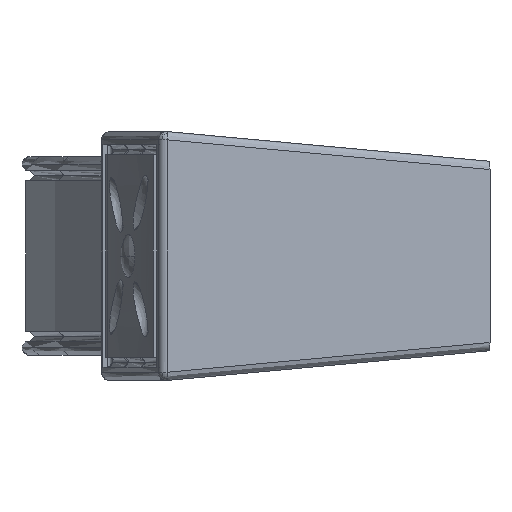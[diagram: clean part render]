
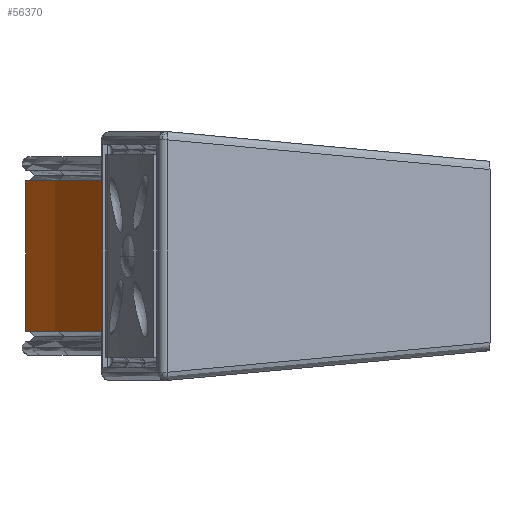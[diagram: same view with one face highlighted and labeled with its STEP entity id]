
A CAD part, left-side view. The second image highlights one B-rep face of the part: STEP entity #56370.
In plain terms, the highlighted cylindrical face has radius 167 mm (diameter 334 mm), a partial arc.
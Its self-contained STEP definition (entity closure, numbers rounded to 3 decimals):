
#54220=CARTESIAN_POINT('',(-42.4,22.528,-4.5));
#54230=VERTEX_POINT('',#54220);
#54260=CARTESIAN_POINT('',(-42.4,22.528,0.));
#54270=DIRECTION('',(0.,0.,1.));
#54280=VECTOR('',#54270,1.);
#54290=LINE('',#54260,#54280);
#54300=CARTESIAN_POINT('',(-42.4,22.528,4.5));
#54310=VERTEX_POINT('',#54300);
#54320=EDGE_CURVE('',#54230,#54310,#54290,.T.);
#54810=CARTESIAN_POINT('',(0.,-139.,4.5));
#54820=DIRECTION('',(0.,0.,1.));
#54830=DIRECTION('',(1.,0.,0.));
#54840=AXIS2_PLACEMENT_3D('',#54810,#54820,#54830);
#54850=CIRCLE('',#54840,167.);
#54860=CARTESIAN_POINT('',(42.4,22.528,4.5));
#54870=VERTEX_POINT('',#54860);
#54880=EDGE_CURVE('',#54870,#54310,#54850,.T.);
#55080=CARTESIAN_POINT('',(0.,-139.,0.));
#55090=DIRECTION('',(0.,0.,1.));
#55100=DIRECTION('',(1.,0.,0.));
#55110=AXIS2_PLACEMENT_3D('',#55080,#55090,#55100);
#55120=CYLINDRICAL_SURFACE('',#55110,167.);
#56180=CARTESIAN_POINT('',(42.4,22.528,0.));
#56190=DIRECTION('',(-0.,0.,1.));
#56200=VECTOR('',#56190,1.);
#56210=LINE('',#56180,#56200);
#56220=CARTESIAN_POINT('',(42.4,22.528,-4.5));
#56230=VERTEX_POINT('',#56220);
#56240=EDGE_CURVE('',#56230,#54870,#56210,.T.);
#56250=ORIENTED_EDGE('',*,*,#56240,.F.);
#56260=ORIENTED_EDGE('',*,*,#54880,.F.);
#56270=ORIENTED_EDGE('',*,*,#54320,.T.);
#56280=CARTESIAN_POINT('',(0.,-139.,-4.5));
#56290=DIRECTION('',(0.,0.,1.));
#56300=DIRECTION('',(1.,0.,0.));
#56310=AXIS2_PLACEMENT_3D('',#56280,#56290,#56300);
#56320=CIRCLE('',#56310,167.);
#56330=EDGE_CURVE('',#56230,#54230,#56320,.T.);
#56340=ORIENTED_EDGE('',*,*,#56330,.T.);
#56350=EDGE_LOOP('',(#56340,#56270,#56260,#56250));
#56360=FACE_OUTER_BOUND('',#56350,.T.);
#56370=ADVANCED_FACE('',(#56360),#55120,.T.);
